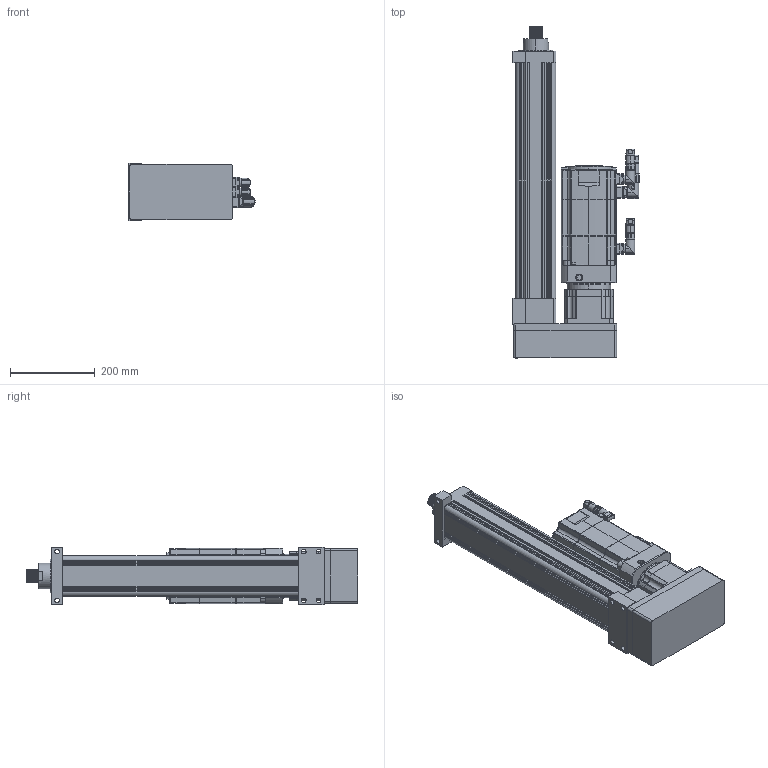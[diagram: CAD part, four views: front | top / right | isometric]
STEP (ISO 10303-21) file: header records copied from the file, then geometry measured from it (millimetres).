
FILE_DESCRIPTION (( 'STEP AP203' ), '1' );
FILE_NAME ('240824-HKS-95缸折叠400行程装配体.STEP', '2025-02-11T00:56:50', ( '微软用户' ), ( '微软中国' ), 'SwSTEP 2.0', 'SolidWorks 2022', '' );
FILE_SCHEMA (( 'CONFIG_CONTROL_DESIGN' ));
Length unit declared in the file: millimetre
Products named in the file (38): 2022_09_02_04_31_38_0062.STP; 2022_09_02_04_31_37_0789.STP; 2022_09_02_04_31_37_0772.STP; 2022_09_02_04_31_37_0883.STP; 240824-HKS-95缸折叠400行程装配体; 95缸行程600折叠卧式安装; 2022_09_02_04_31_38_0050.STP; 2022_09_02_04_31_37_0599.STP; 2022_09_02_04_31_37_0820.STP; 2022_09_02_04_31_38_0008.STP; 2022_09_02_04_31_37_0976.STP; 2022_09_02_04_31_37_0551.STP; 2022_09_02_04_31_38_0046.STP; 2022_09_02_04_31_37_0710.STP; 2022_09_02_04_31_37_0851.STP; 2022_09_02_04_31_38_0039.STP; 2022_09_02_04_31_37_0945.STP; 2022_09_02_04_31_38_0070.STP; 2022_09_02_04_31_37_0426.STP; 2022_09_02_04_31_37_0568.STP; 2022_09_02_04_31_37_0458.STP; 2022_09_02_04_31_37_0395.STP; 2022_09_02_04_31_38_0054.STP; 1FL6064-1AC61-2AB1_3D_高惯量带刹车1.5KW-2000转.STP; 1FL6064-1AC61-2AB1_3D_高惯量带刹车1.5KW-2000转; 2022_09_02_04_31_37_0631.STP; 2022_09_02_04_31_37_0678.STP; 2022_09_02_04_31_37_0333.STP; 2022_09_02_04_31_37_0364.STP; 2022_09_02_04_31_38_0066.STP; 2022_09_02_04_31_37_0489.STP; 2022_09_02_04_31_38_0042.STP; 2022_09_02_04_31_38_0058.STP; 2022_09_02_04_31_37_0741.STP; 2022_09_02_04_31_37_0914.STP; PGH115-L1-22-110-145-M8-A32(入力带键槽8); 2022_09_02_04_31_37_0520.STP; 2022_09_02_04_31_37_0662.STP
Assembly tree (37 placements, depth 4):
  240824-HKS-95缸折叠400行程装配体
    95缸行程600折叠卧式安装
    PGH115-L1-22-110-145-M8-A32(入力带键槽8)
    1FL6064-1AC61-2AB1_3D_高惯量带刹车1.5KW-2000转
      1FL6064-1AC61-2AB1_3D_高惯量带刹车1.5KW-2000转.STP
        2022_09_02_04_31_38_0070.STP
        2022_09_02_04_31_38_0066.STP
        2022_09_02_04_31_38_0062.STP
        2022_09_02_04_31_38_0058.STP
        2022_09_02_04_31_38_0054.STP
        2022_09_02_04_31_38_0050.STP
        2022_09_02_04_31_38_0046.STP
        2022_09_02_04_31_38_0042.STP
        2022_09_02_04_31_38_0039.STP
        2022_09_02_04_31_38_0008.STP
        2022_09_02_04_31_37_0976.STP
        2022_09_02_04_31_37_0945.STP
        2022_09_02_04_31_37_0914.STP
        2022_09_02_04_31_37_0883.STP
        2022_09_02_04_31_37_0851.STP
        2022_09_02_04_31_37_0820.STP
        2022_09_02_04_31_37_0789.STP
        2022_09_02_04_31_37_0772.STP
        2022_09_02_04_31_37_0741.STP
        2022_09_02_04_31_37_0710.STP
        2022_09_02_04_31_37_0678.STP
        2022_09_02_04_31_37_0662.STP
        2022_09_02_04_31_37_0631.STP
        2022_09_02_04_31_37_0599.STP
        2022_09_02_04_31_37_0568.STP
        2022_09_02_04_31_37_0551.STP
        2022_09_02_04_31_37_0520.STP
        2022_09_02_04_31_37_0489.STP
        2022_09_02_04_31_37_0458.STP
        2022_09_02_04_31_37_0426.STP
        2022_09_02_04_31_37_0395.STP
        2022_09_02_04_31_37_0364.STP
        2022_09_02_04_31_37_0333.STP
Bounding box: 297.36 x 783 x 135 mm (x, y, z)
Volume: 10762488.2 mm3; surface area: 1226457.9 mm2
Topology: 73 solids, 74 shells, 2293 faces, 5901 edges, 3838 vertices
Faces by surface type: plane 1207, cylinder 846, torus 146, cone 74, sphere 12, bspline 8
Entity records: 88689 total; most frequent: CARTESIAN_POINT 28319, DIRECTION 11893, ORIENTED_EDGE 11762, EDGE_CURVE 5881, AXIS2_PLACEMENT_3D 4254, VERTEX_POINT 3838, VECTOR 3385, LINE 3385
